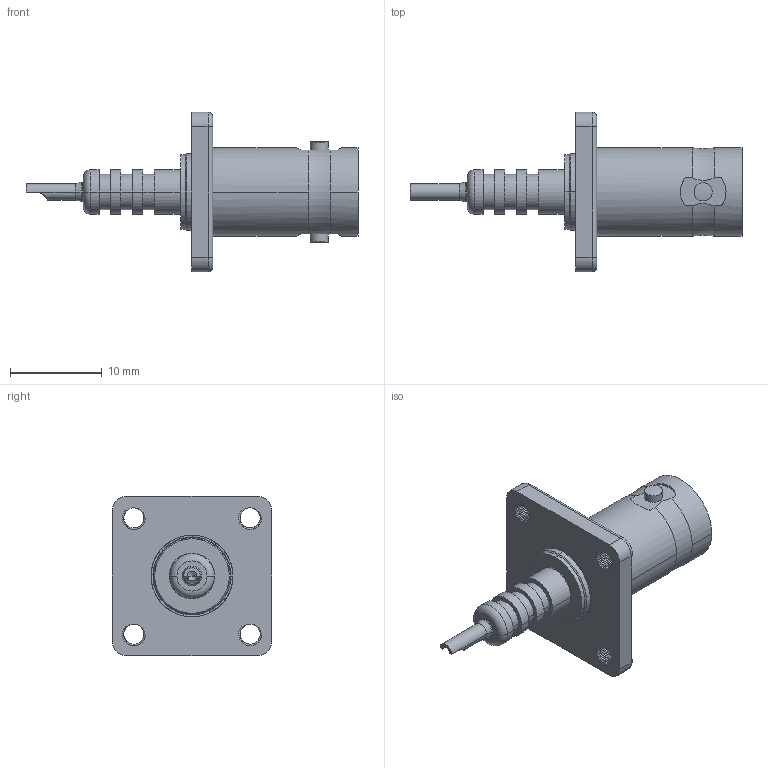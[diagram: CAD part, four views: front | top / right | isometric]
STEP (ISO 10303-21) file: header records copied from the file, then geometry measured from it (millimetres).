
FILE_DESCRIPTION((''),'2;1');
FILE_NAME('27000_SW0002','2020-05-12T12:10:19',('karthik'),(''),'CREO PARAMETRIC BY PTC INC, 2019444','CREO PARAMETRIC BY PTC INC, 2019444','');
FILE_SCHEMA(('CONFIG_CONTROL_DESIGN'));
Length unit declared in the file: inch
Products named in the file (1): 27000_SW0002
Bounding box: 36.28 x 17.45 x 17.45 mm (x, y, z)
Volume: 1665.7 mm3; surface area: 1997.8 mm2
Topology: 1 solids, 1 shells, 212 faces, 530 edges, 336 vertices
Faces by surface type: cylinder 101, plane 44, bspline 36, cone 20, torus 11
Entity records: 13175 total; most frequent: CARTESIAN_POINT 8391, ORIENTED_EDGE 1052, DIRECTION 864, EDGE_CURVE 526, AXIS2_PLACEMENT_3D 336, VERTEX_POINT 336, EDGE_LOOP 240, FACE_OUTER_BOUND 212
